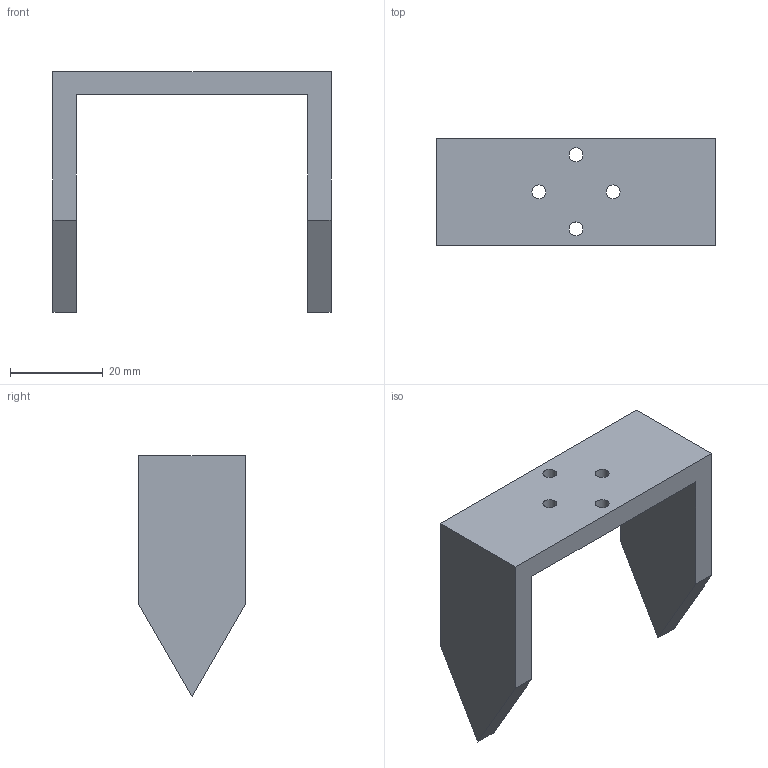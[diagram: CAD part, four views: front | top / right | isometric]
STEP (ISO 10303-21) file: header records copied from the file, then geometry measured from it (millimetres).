
FILE_DESCRIPTION( ( '' ), ' ' );
FILE_NAME( '5d386f4428f947151a9e23b3.step', '2019-07-24T14:46:28', ( '' ), ( '' ), ' ', ' ', ' ' );
FILE_SCHEMA( ( 'AUTOMOTIVE_DESIGN { 1 0 10303 214 1 1 1 1 }' ) );
Length unit declared in the file: metre
Products named in the file (1): Part 1
Bounding box: 60 x 23 x 52 mm (x, y, z)
Volume: 15278 mm3; surface area: 7901.3 mm2
Topology: 1 solids, 1 shells, 16 faces, 42 edges, 28 vertices
Faces by surface type: plane 12, cylinder 4
Full cylindrical faces by diameter (mm): 3 x4
Entity records: 634 total; most frequent: CARTESIAN_POINT 83, DIRECTION 80, ORIENTED_EDGE 76, EDGE_CURVE 38, LINE 30, VECTOR 30, EDGE_LOOP 28, VERTEX_POINT 28
